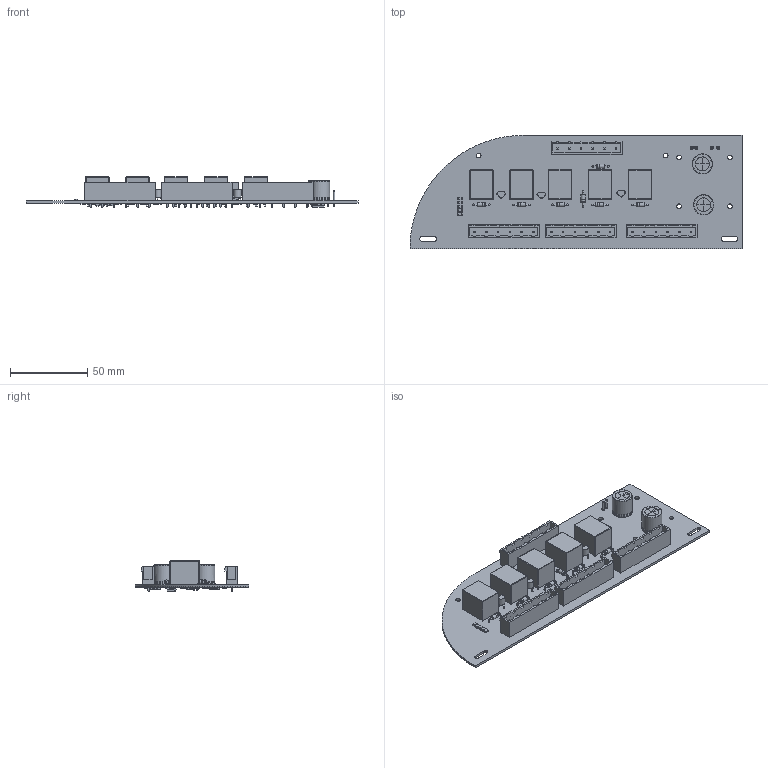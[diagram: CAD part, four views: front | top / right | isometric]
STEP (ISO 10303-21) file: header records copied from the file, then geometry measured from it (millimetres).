
FILE_DESCRIPTION(('KiCad electronic assembly'),'2;1');
FILE_NAME('AmarokPCB_Relay.step','2024-01-31T14:14:29',('Pcbnew'),( 'Kicad'),'Open CASCADE STEP processor 7.7','KiCad to STEP converter' ,'Unknown');
FILE_SCHEMA(('AUTOMOTIVE_DESIGN { 1 0 10303 214 1 1 1 1 }'));
Length unit declared in the file: millimetre
Products named in the file (24): AmarokPCB_Relay 1; LED_1206_3216Metric; SOLID; Relay_SPDT_Finder_36.11; TO-92_Wide; CP_Radial_D13.0mm_P5.00mm; PhoenixContact_GMSTBVA_2,5_6-G-7,62_1x06_P7.62mm_Vertical; D_DO-41_SOD81_P10.16mm_Horizontal; Pin_D1.0mm_L10.0mm; R_0805_2012Metric; C_1206_3216Metric; D_SMC; R_1812_4532Metric; _autosave-AmarokPCB_Relay PCB
Assembly tree (74 placements, depth 3):
  AmarokPCB_Relay 1
    LED_1206_3216Metric  x5
      SOLID
    Relay_SPDT_Finder_36.11  x5
      SOLID
    TO-92_Wide  x3
      SOLID
    CP_Radial_D13.0mm_P5.00mm  x2
      SOLID
    PhoenixContact_GMSTBVA_2,5_6-G-7,62_1x06_P7.62mm_Vertical  x4
      SOLID
    D_DO-41_SOD81_P10.16mm_Horizontal  x7
      SOLID
    Pin_D1.0mm_L10.0mm  x4
      SOLID
    R_0805_2012Metric  x19
      SOLID
    C_1206_3216Metric  x11
      SOLID
    D_SMC
      SOLID
    R_1812_4532Metric
      SOLID
    _autosave-AmarokPCB_Relay PCB
Bounding box: 215.52 x 73.41 x 19.53 mm (x, y, z)
Volume: 58169.7 mm3; surface area: 55022.1 mm2
Topology: 63 solids, 65 shells, 2752 faces, 6854 edges, 4366 vertices
Faces by surface type: plane 1994, cylinder 676, torus 30, bspline 22, sphere 20, revolution 10
Full cylindrical faces by diameter (mm): 0.8 x45, 0.9 x4, 1 x18, 1.3 x25, 1.4 x24, 2 x4, 2.7 x14, 2.72 x7, 3 x6
Entity records: 56226 total; most frequent: CARTESIAN_POINT 12454, DIRECTION 7390, LINE 4906, VECTOR 4906, ORIENTED_EDGE 3966, PCURVE 3966, DEFINITIONAL_REPRESENTATION 3966, EDGE_CURVE 1983
